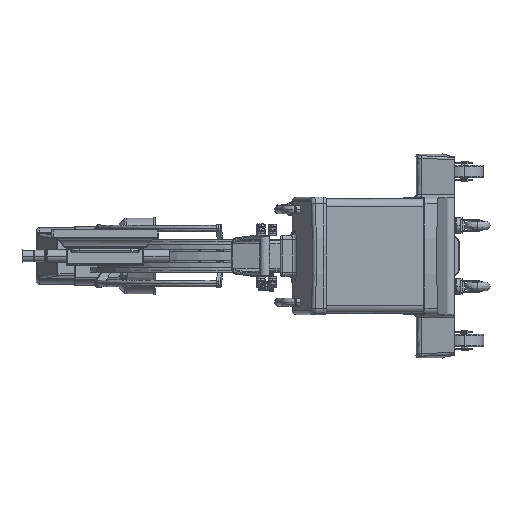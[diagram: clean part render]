
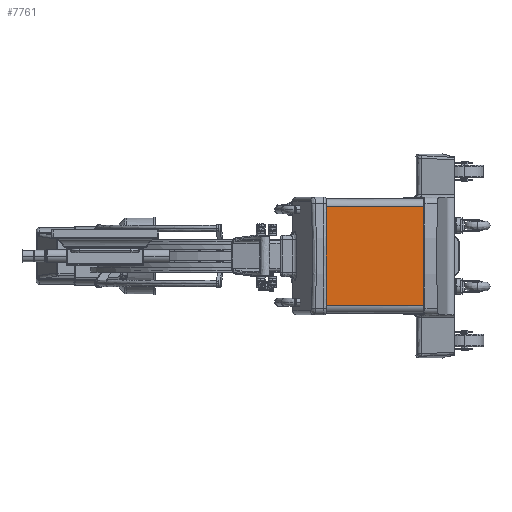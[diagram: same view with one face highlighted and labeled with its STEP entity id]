
A CAD part, left-side view. The second image highlights one B-rep face of the part: STEP entity #7761.
In plain terms, the highlighted free-form (B-spline) face has degree [1, 1] with [2, 2] control points.
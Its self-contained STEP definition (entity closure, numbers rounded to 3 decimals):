
#4068 = VERTEX_POINT('',#4069);
#4069 = CARTESIAN_POINT('',(-556.629,636.696,
    245.128));
#4075 = EDGE_CURVE('',#4068,#4076,#4078,.T.);
#4076 = VERTEX_POINT('',#4077);
#4077 = CARTESIAN_POINT('',(-556.629,636.696,
    -245.128));
#4078 = B_SPLINE_CURVE_WITH_KNOTS('',1,(#4079,#4080),.UNSPECIFIED.,.F.,
  .F.,(2,2),(0.,385.),.PIECEWISE_BEZIER_KNOTS.);
#4079 = CARTESIAN_POINT('',(-556.629,636.696,
    245.128));
#4080 = CARTESIAN_POINT('',(-556.629,636.696,
    -245.128));
#4331 = EDGE_CURVE('',#4332,#4068,#4334,.T.);
#4332 = VERTEX_POINT('',#4333);
#4333 = CARTESIAN_POINT('',(-556.629,152.807,
    245.128));
#4334 = B_SPLINE_CURVE_WITH_KNOTS('',1,(#4335,#4336),.UNSPECIFIED.,.F.,
  .F.,(2,2),(0.,380.),.PIECEWISE_BEZIER_KNOTS.);
#4335 = CARTESIAN_POINT('',(-556.629,152.807,
    245.128));
#4336 = CARTESIAN_POINT('',(-556.629,636.696,
    245.128));
#4373 = VERTEX_POINT('',#4374);
#4374 = CARTESIAN_POINT('',(-556.629,152.807,
    -245.128));
#4380 = EDGE_CURVE('',#4332,#4373,#4381,.T.);
#4381 = B_SPLINE_CURVE_WITH_KNOTS('',1,(#4382,#4383),.UNSPECIFIED.,.F.,
  .F.,(2,2),(0.,385.),.PIECEWISE_BEZIER_KNOTS.);
#4382 = CARTESIAN_POINT('',(-556.629,152.807,
    245.128));
#4383 = CARTESIAN_POINT('',(-556.629,152.807,
    -245.128));
#7747 = EDGE_CURVE('',#4076,#4373,#7748,.T.);
#7748 = B_SPLINE_CURVE_WITH_KNOTS('',1,(#7749,#7750),.UNSPECIFIED.,.F.,
  .F.,(2,2),(0.,380.),.PIECEWISE_BEZIER_KNOTS.);
#7749 = CARTESIAN_POINT('',(-556.629,636.696,
    -245.128));
#7750 = CARTESIAN_POINT('',(-556.629,152.807,
    -245.128));
#7761 = ADVANCED_FACE('',(#7762),#7768,.F.);
#7762 = FACE_BOUND('',#7763,.F.);
#7763 = EDGE_LOOP('',(#7764,#7765,#7766,#7767));
#7764 = ORIENTED_EDGE('',*,*,#4331,.F.);
#7765 = ORIENTED_EDGE('',*,*,#4380,.T.);
#7766 = ORIENTED_EDGE('',*,*,#7747,.F.);
#7767 = ORIENTED_EDGE('',*,*,#4075,.F.);
#7768 = B_SPLINE_SURFACE_WITH_KNOTS('',1,1,(
    (#7769,#7770)
    ,(#7771,#7772
    )),.UNSPECIFIED.,.F.,.F.,.F.,(2,2),(2,2),(-80.,300.),(-415.,-30.),
  .PIECEWISE_BEZIER_KNOTS.);
#7769 = CARTESIAN_POINT('',(-556.629,152.807,
    -245.128));
#7770 = CARTESIAN_POINT('',(-556.629,152.807,
    245.128));
#7771 = CARTESIAN_POINT('',(-556.629,636.696,
    -245.128));
#7772 = CARTESIAN_POINT('',(-556.629,636.696,
    245.128));
